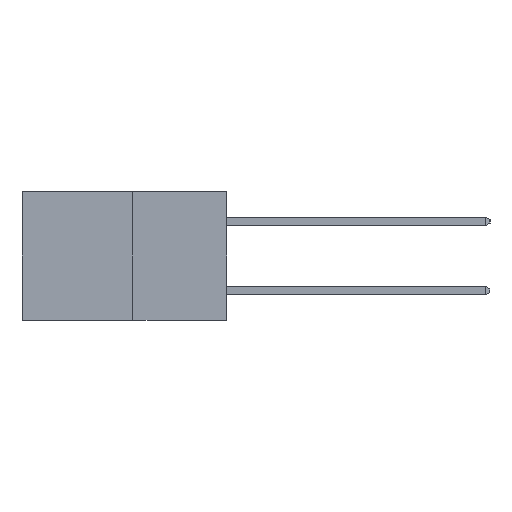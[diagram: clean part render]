
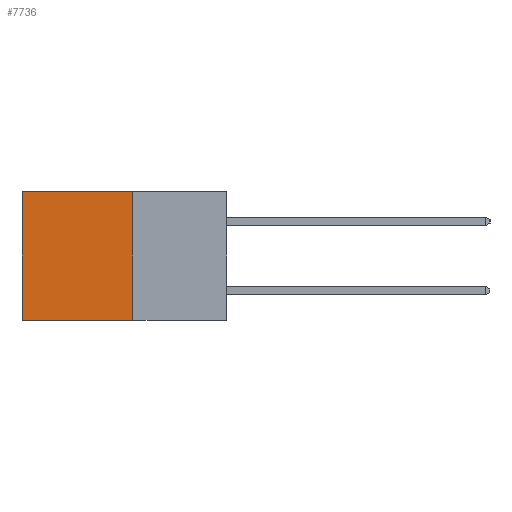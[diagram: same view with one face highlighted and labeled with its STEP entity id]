
A CAD part, left-side view. The second image highlights one B-rep face of the part: STEP entity #7736.
In plain terms, the highlighted planar face has unit normal (-1, 0, 0).
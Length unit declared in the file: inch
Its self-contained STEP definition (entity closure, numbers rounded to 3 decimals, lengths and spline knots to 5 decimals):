
#133 = ORIENTED_EDGE ( 'NONE', *, *, #5264, .T. ) ;
#164 = ORIENTED_EDGE ( 'NONE', *, *, #6500, .F. ) ;
#181 = ORIENTED_EDGE ( 'NONE', *, *, #269, .F. ) ;
#257 = ORIENTED_EDGE ( 'NONE', *, *, #4208, .T. ) ;
#269 = EDGE_CURVE ( 'NONE', #4022, #2699, #13001, .T. ) ;
#440 = VECTOR ( 'NONE', #2405, 39.37008 ) ;
#934 = LINE ( 'NONE', #1896, #4141 ) ;
#1896 = CARTESIAN_POINT ( 'NONE',  ( 0.277, 0.27, -0.37 ) ) ;
#2031 = VECTOR ( 'NONE', #13203, 39.37008 ) ;
#2183 = AXIS2_PLACEMENT_3D ( 'NONE', #9888, #11778, #5914 ) ;
#2405 = DIRECTION ( 'NONE',  ( 0., 1., 0. ) ) ;
#2699 = VERTEX_POINT ( 'NONE', #11663 ) ;
#3391 = CARTESIAN_POINT ( 'NONE',  ( 0.277, 0.59, -0.37 ) ) ;
#3501 = VERTEX_POINT ( 'NONE', #11527 ) ;
#4022 = VERTEX_POINT ( 'NONE', #10940 ) ;
#4141 = VECTOR ( 'NONE', #9065, 39.37008 ) ;
#4208 = EDGE_CURVE ( 'NONE', #4022, #3501, #11069, .T. ) ;
#4363 = CARTESIAN_POINT ( 'NONE',  ( 0.277, 0.59, -0.37 ) ) ;
#5000 = CARTESIAN_POINT ( 'NONE',  ( 0.277, 0.27, -0.37 ) ) ;
#5264 = EDGE_CURVE ( 'NONE', #3501, #10921, #12645, .T. ) ;
#5350 = DIRECTION ( 'NONE',  ( 0., 0., -1. ) ) ;
#5914 = DIRECTION ( 'NONE',  ( 0., 0., -1. ) ) ;
#6500 = EDGE_CURVE ( 'NONE', #2699, #10921, #934, .T. ) ;
#7736 = ADVANCED_FACE ( 'NONE', ( #10255 ), #7892, .F. ) ;
#7892 = PLANE ( 'NONE',  #2183 ) ;
#8535 = CARTESIAN_POINT ( 'NONE',  ( 0.277, 0.27, 0. ) ) ;
#8670 = EDGE_LOOP ( 'NONE', ( #133, #164, #181, #257 ) ) ;
#9065 = DIRECTION ( 'NONE',  ( 0., 1., 0. ) ) ;
#9888 = CARTESIAN_POINT ( 'NONE',  ( 0.277, 0.27, -0.37 ) ) ;
#9920 = VECTOR ( 'NONE', #5350, 39.37008 ) ;
#10255 = FACE_OUTER_BOUND ( 'NONE', #8670, .T. ) ;
#10921 = VERTEX_POINT ( 'NONE', #3391 ) ;
#10940 = CARTESIAN_POINT ( 'NONE',  ( 0.277, 0.27, 0. ) ) ;
#11069 = LINE ( 'NONE', #8535, #440 ) ;
#11527 = CARTESIAN_POINT ( 'NONE',  ( 0.277, 0.59, 0. ) ) ;
#11663 = CARTESIAN_POINT ( 'NONE',  ( 0.277, 0.27, -0.37 ) ) ;
#11778 = DIRECTION ( 'NONE',  ( 1., 0., 0. ) ) ;
#12645 = LINE ( 'NONE', #4363, #2031 ) ;
#13001 = LINE ( 'NONE', #5000, #9920 ) ;
#13203 = DIRECTION ( 'NONE',  ( 0., 0., -1. ) ) ;
